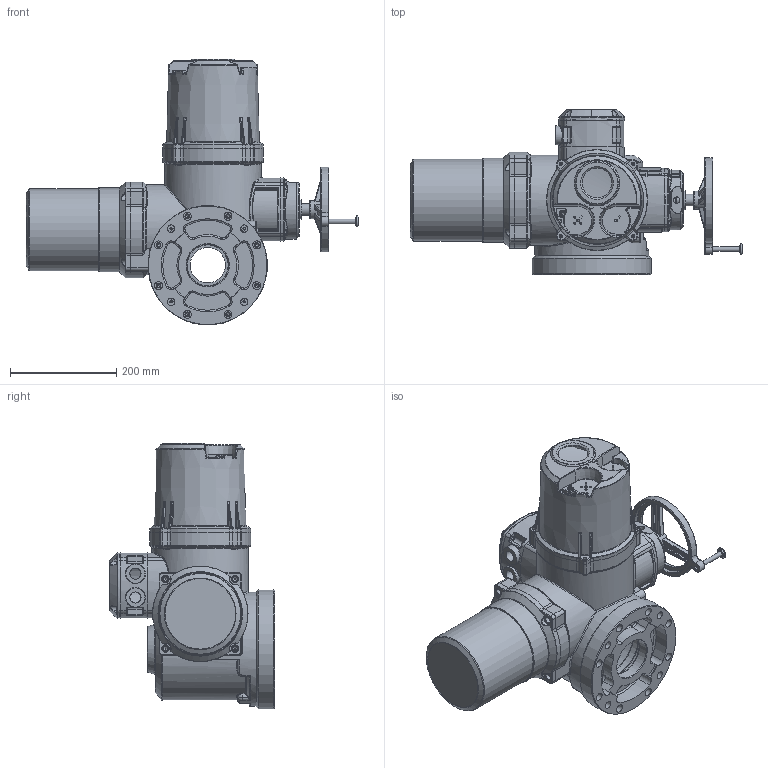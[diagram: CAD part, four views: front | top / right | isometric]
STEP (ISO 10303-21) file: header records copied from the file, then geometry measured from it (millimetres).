
FILE_DESCRIPTION(/* description */ (''),/* implementation_level */ '2;1');
FILE_NAME(/* name */ 'ЭПР-М 600.stp',/* time_stamp */ '2023-08-31T16:32:49+03:00',/* author */ ('kostr'),/* organization */ ('none'),/* preprocessor_version */ 'ST-DEVELOPER v18.1',/* originating_system */ 'AutoCAD Mechanical',/* authorisation */ 'none');
FILE_SCHEMA (('AUTOMOTIVE_DESIGN { 1 0 10303 214 3 1 1 }'));
Products named in the file (2): Product; эл.привод
Assembly tree (1 placements, depth 2):
  Product
    эл.привод
Bounding box: 625 x 311 x 500.07 mm (x, y, z)
Volume: 5413746.1 mm3; surface area: 1576452.5 mm2
Topology: 11 solids, 11 shells, 3357 faces, 8669 edges, 5285 vertices
Faces by surface type: cylinder 1024, bspline 897, plane 637, torus 469, cone 226, sphere 104
Full cylindrical faces by diameter (mm): 2 x4, 2.5 x2, 3 x13, 3.3 x16, 4 x2, 4.2 x4, 5 x25, 5.5 x4, 6 x3, 6.2 x8, 6.5 x10, 6.8 x9, 7 x5, 8.5 x5, 9 x8, 10 x6, 10.2 x1, 12 x6, 13.5 x1, 14 x4, 15 x9, 17 x1, 18 x2, 19 x1, 21 x3, 22 x4, 23 x1, 25 x1, 30 x2, 32.4 x1
Entity records: 190866 total; most frequent: CARTESIAN_POINT 113732, ORIENTED_EDGE 16954, DIRECTION 15814, EDGE_CURVE 8477, AXIS2_PLACEMENT_3D 6820, VERTEX_POINT 5283, CIRCLE 4170, EDGE_LOOP 3626
